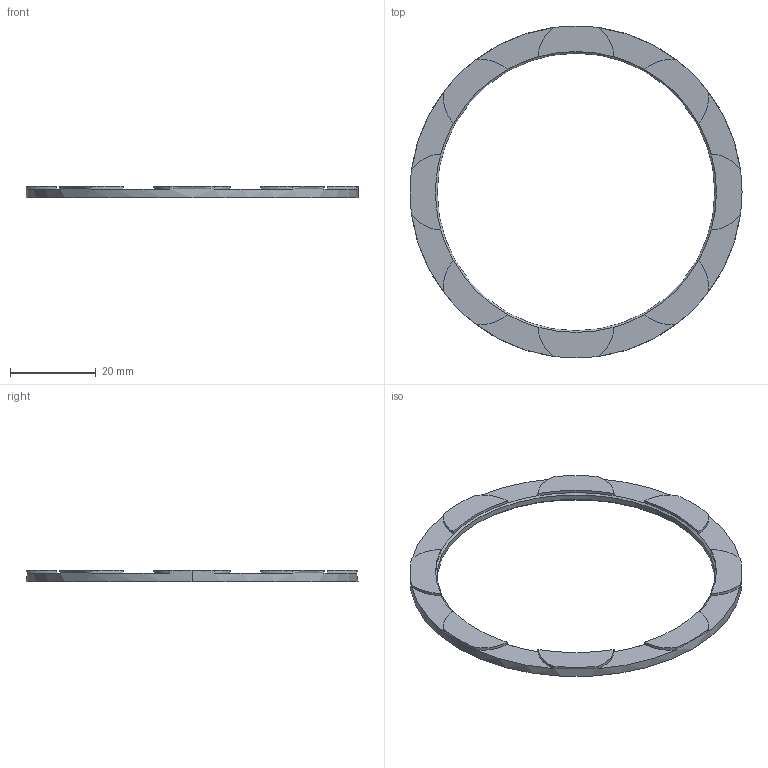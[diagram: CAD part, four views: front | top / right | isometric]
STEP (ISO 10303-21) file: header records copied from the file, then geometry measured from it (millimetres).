
FILE_DESCRIPTION (( 'STEP AP203' ), '1' );
FILE_NAME ('retainingring.STEP', '2022-09-08T04:53:43', ( '' ), ( '' ), 'SwSTEP 2.0', 'SolidWorks 2011', '' );
FILE_SCHEMA (( 'CONFIG_CONTROL_DESIGN' ));
Length unit declared in the file: inch
Products named in the file (1): retainingring
Bounding box: 77.47 x 77.47 x 2.67 mm (x, y, z)
Volume: 3328.1 mm3; surface area: 3881.1 mm2
Topology: 1 solids, 1 shells, 52 faces, 132 edges, 81 vertices
Faces by surface type: cylinder 31, plane 17, cone 4
Entity records: 1680 total; most frequent: DIRECTION 327, CARTESIAN_POINT 266, ORIENTED_EDGE 264, AXIS2_PLACEMENT_3D 142, EDGE_CURVE 132, CIRCLE 89, VERTEX_POINT 81, EDGE_LOOP 53
